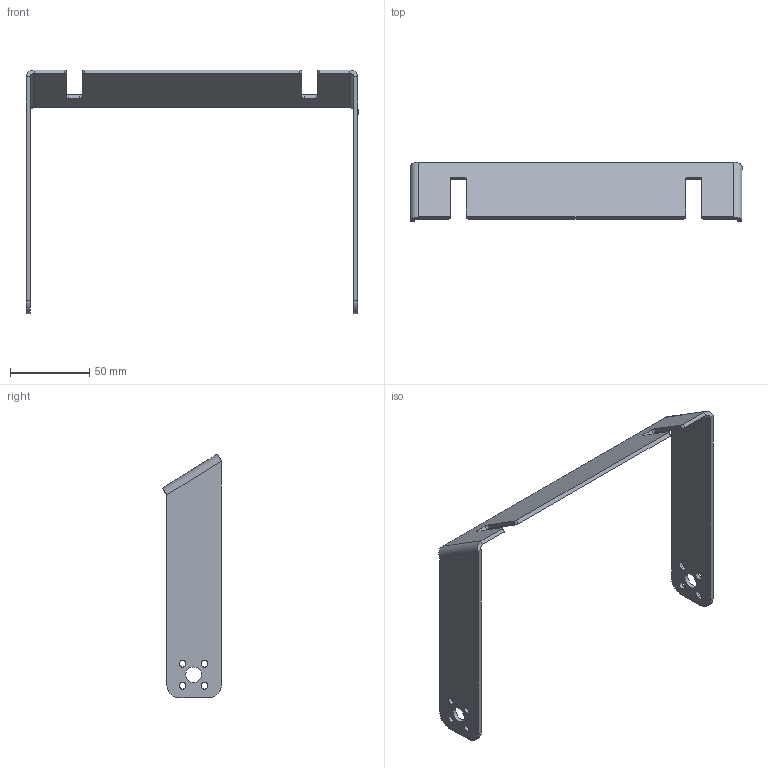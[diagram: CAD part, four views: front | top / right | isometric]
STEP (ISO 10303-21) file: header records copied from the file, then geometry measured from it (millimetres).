
FILE_DESCRIPTION(/* description */ (''),/* implementation_level */ '2;1');
FILE_NAME(/* name */ 'lifter min arm.step',/* time_stamp */ '2023-12-12T14:18:44-05:00',/* author */ (''),/* organization */ (''),/* preprocessor_version */ 'ST-DEVELOPER v20',/* originating_system */ 'Autodesk Translation Framework v12.14.0.127',/* authorisation */ '');
FILE_SCHEMA (('AUTOMOTIVE_DESIGN { 1 0 10303 214 3 1 1 }'));
Length unit declared in the file: inch
Products named in the file (1): lifter min
Bounding box: 209.12 x 37.09 x 153.62 mm (x, y, z)
Volume: 43523.7 mm3; surface area: 37635.8 mm2
Topology: 1 solids, 1 shells, 64 faces, 170 edges, 108 vertices
Faces by surface type: plane 34, cylinder 30
Full cylindrical faces by diameter (mm): 4.2 x4, 10 x2
Entity records: 2064 total; most frequent: DIRECTION 360, CARTESIAN_POINT 343, ORIENTED_EDGE 340, EDGE_CURVE 170, AXIS2_PLACEMENT_3D 125, LINE 110, VECTOR 110, VERTEX_POINT 108
